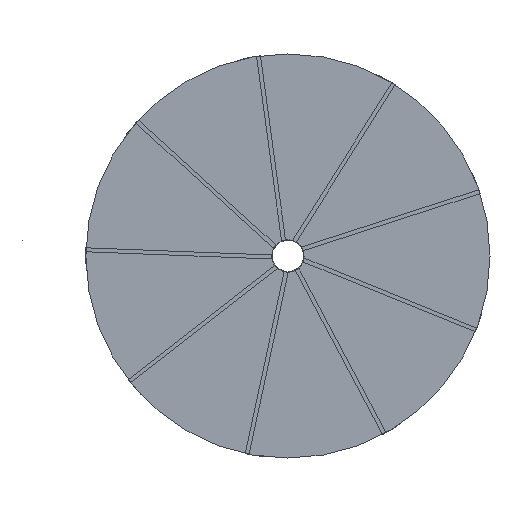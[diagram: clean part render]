
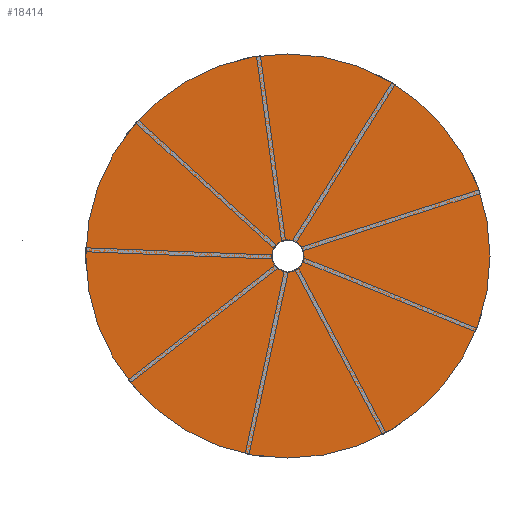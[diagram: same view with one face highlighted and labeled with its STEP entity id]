
A CAD part, front view. The second image highlights one B-rep face of the part: STEP entity #18414.
In plain terms, the highlighted planar face has unit normal (0, -1, 0).
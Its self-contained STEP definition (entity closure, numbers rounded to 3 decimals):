
#18356=CARTESIAN_POINT('',(-0.,0.,50.093));
#18357=VERTEX_POINT('',#18356);
#18364=CARTESIAN_POINT('',(0.,0.,0.));
#18365=DIRECTION('',(0.,1.,0.));
#18366=DIRECTION('',(0.,-0.,1.));
#18367=AXIS2_PLACEMENT_3D('',#18364,#18365,#18366);
#18368=CIRCLE('',#18367,50.093);
#18369=EDGE_CURVE('',#18357,#18357,#18368,.T.);
#18382=CARTESIAN_POINT('',(-0.,0.,4.));
#18383=VERTEX_POINT('',#18382);
#18393=CARTESIAN_POINT('',(0.,0.,-0.));
#18394=DIRECTION('',(-0.,-1.,-0.));
#18395=DIRECTION('',(0.,-0.,1.));
#18396=AXIS2_PLACEMENT_3D('',#18393,#18394,#18395);
#18397=CIRCLE('',#18396,4.);
#18398=EDGE_CURVE('',#18383,#18383,#18397,.T.);
#18403=CARTESIAN_POINT('',(0.,0.,0.));
#18404=DIRECTION('',(0.,1.,0.));
#18405=DIRECTION('',(-1.,0.,0.));
#18406=AXIS2_PLACEMENT_3D('',#18403,#18404,#18405);
#18407=PLANE('',#18406);
#18408=ORIENTED_EDGE('',*,*,#18398,.F.);
#18409=EDGE_LOOP('',(#18408));
#18410=FACE_BOUND('',#18409,.T.);
#18411=ORIENTED_EDGE('',*,*,#18369,.F.);
#18412=EDGE_LOOP('',(#18411));
#18413=FACE_BOUND('',#18412,.T.);
#18414=ADVANCED_FACE('',(#18410,#18413),#18407,.F.);
